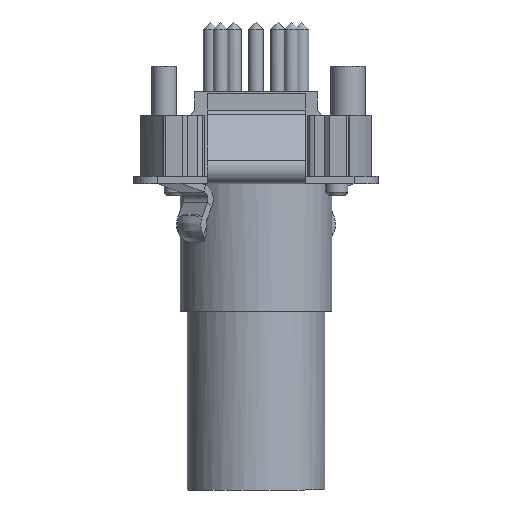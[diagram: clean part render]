
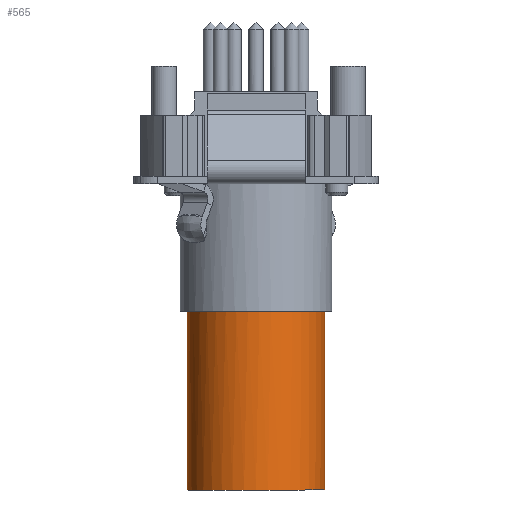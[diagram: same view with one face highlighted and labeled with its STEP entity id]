
A CAD part, front view. The second image highlights one B-rep face of the part: STEP entity #565.
In plain terms, the highlighted cylindrical face has radius 2.8 mm (diameter 5.6 mm), a partial arc.
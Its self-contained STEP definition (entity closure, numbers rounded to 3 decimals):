
#130=AXIS2_PLACEMENT_3D('Circle Axis2P3D',#128,#129,$) ;
#546=AXIS2_PLACEMENT_3D('Cylinder Axis2P3D',#543,#544,#545) ;
#125=CARTESIAN_POINT('Vertex',(7.8,6.05,0.)) ;
#128=CARTESIAN_POINT('Axis2P3D Location',(5.,6.05,0.)) ;
#132=CARTESIAN_POINT('Vertex',(2.2,6.05,0.)) ;
#494=CARTESIAN_POINT('Line Origine',(2.2,6.05,7.5)) ;
#498=CARTESIAN_POINT('Vertex',(2.2,6.05,7.3)) ;
#505=CARTESIAN_POINT('Vertex',(7.8,6.05,7.3)) ;
#508=CARTESIAN_POINT('Line Origine',(7.8,6.05,7.5)) ;
#543=CARTESIAN_POINT('Axis2P3D Location',(5.,6.05,7.5)) ;
#549=CARTESIAN_POINT('Control Point',(7.8,6.05,7.3)) ;
#550=CARTESIAN_POINT('Control Point',(7.8,5.17,7.3)) ;
#551=CARTESIAN_POINT('Control Point',(7.455,4.291,7.3)) ;
#552=CARTESIAN_POINT('Control Point',(6.759,3.595,7.3)) ;
#553=CARTESIAN_POINT('Control Point',(5.,2.905,7.3)) ;
#554=CARTESIAN_POINT('Control Point',(3.241,3.595,7.3)) ;
#555=CARTESIAN_POINT('Control Point',(2.545,4.291,7.3)) ;
#556=CARTESIAN_POINT('Control Point',(2.2,5.17,7.3)) ;
#557=CARTESIAN_POINT('Control Point',(2.2,6.05,7.3)) ;
#129=DIRECTION('Axis2P3D Direction',(0.,0.,1.)) ;
#495=DIRECTION('Vector Direction',(0.,0.,-1.)) ;
#509=DIRECTION('Vector Direction',(0.,0.,-1.)) ;
#544=DIRECTION('Axis2P3D Direction',(0.,0.,-1.)) ;
#545=DIRECTION('Axis2P3D XDirection',(1.,0.,0.)) ;
#496=VECTOR('Line Direction',#495,1.) ;
#510=VECTOR('Line Direction',#509,1.) ;
#560=ORIENTED_EDGE('',*,*,#512,.F.) ;
#561=ORIENTED_EDGE('',*,*,#558,.T.) ;
#562=ORIENTED_EDGE('',*,*,#500,.F.) ;
#563=ORIENTED_EDGE('',*,*,#134,.T.) ;
#565=ADVANCED_FACE('V1',(#564),#547,.T.) ;
#548=B_SPLINE_CURVE_WITH_KNOTS('',5,(#549,#550,#551,#552,#553,#554,#555,#556,#557),.UNSPECIFIED.,.F.,.U.,(6,3,6),(-4.398,0.,4.398),.UNSPECIFIED.) ;
#131=CIRCLE('generated circle',#130,2.8) ;
#547=CYLINDRICAL_SURFACE('generated cylinder',#546,2.8) ;
#134=EDGE_CURVE('',#133,#126,#131,.T.) ;
#500=EDGE_CURVE('',#133,#499,#497,.F.) ;
#512=EDGE_CURVE('',#506,#126,#511,.T.) ;
#558=EDGE_CURVE('',#506,#499,#548,.T.) ;
#559=EDGE_LOOP('',(#560,#561,#562,#563)) ;
#564=FACE_OUTER_BOUND('',#559,.T.) ;
#497=LINE('Line',#494,#496) ;
#511=LINE('Line',#508,#510) ;
#126=VERTEX_POINT('',#125) ;
#133=VERTEX_POINT('',#132) ;
#499=VERTEX_POINT('',#498) ;
#506=VERTEX_POINT('',#505) ;
